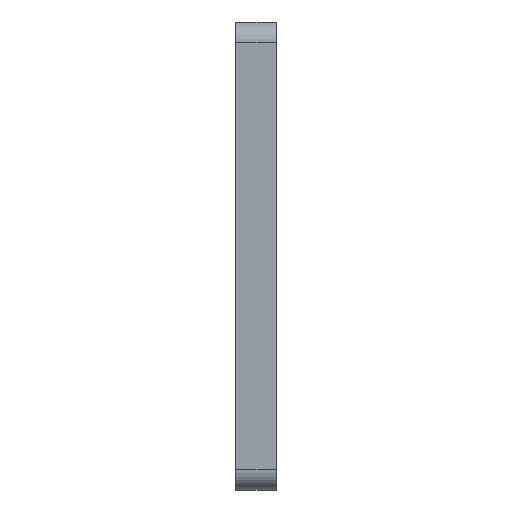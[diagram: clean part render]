
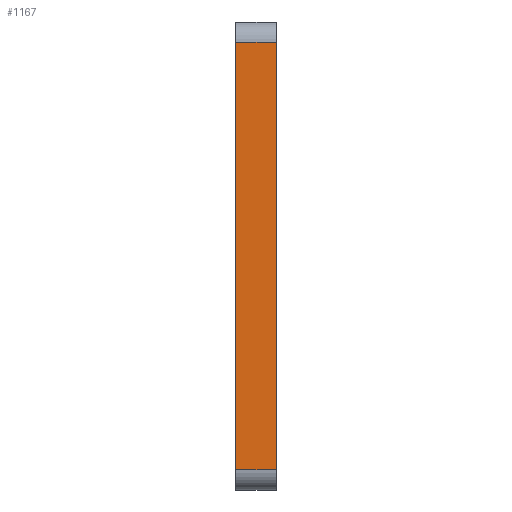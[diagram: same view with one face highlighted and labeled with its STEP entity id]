
A CAD part, left-side view. The second image highlights one B-rep face of the part: STEP entity #1167.
In plain terms, the highlighted planar face has unit normal (-1, 0, 0).
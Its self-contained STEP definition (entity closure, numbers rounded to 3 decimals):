
#114 = LINE ( 'NONE', #357, #766 ) ;
#151 = VERTEX_POINT ( 'NONE', #1117 ) ;
#153 = VECTOR ( 'NONE', #241, 1000. ) ;
#191 = DIRECTION ( 'NONE',  ( 0., 0., -1. ) ) ;
#198 = CARTESIAN_POINT ( 'NONE',  ( -18.8, 3., -47.7 ) ) ;
#223 = PLANE ( 'NONE',  #952 ) ;
#234 = CARTESIAN_POINT ( 'NONE',  ( -18.8, -3., 0. ) ) ;
#241 = DIRECTION ( 'NONE',  ( 0., 0., 1. ) ) ;
#264 = DIRECTION ( 'NONE',  ( 0., -1., 0. ) ) ;
#283 = CARTESIAN_POINT ( 'NONE',  ( -18.8, -3., -47.7 ) ) ;
#353 = DIRECTION ( 'NONE',  ( 0., -1., 0. ) ) ;
#357 = CARTESIAN_POINT ( 'NONE',  ( -18.8, -3., 16.3 ) ) ;
#450 = VERTEX_POINT ( 'NONE', #888 ) ;
#500 = VECTOR ( 'NONE', #264, 1000. ) ;
#766 = VECTOR ( 'NONE', #353, 1000. ) ;
#809 = LINE ( 'NONE', #198, #1427 ) ;
#848 = LINE ( 'NONE', #234, #153 ) ;
#852 = DIRECTION ( 'NONE',  ( 0., 0., 1. ) ) ;
#888 = CARTESIAN_POINT ( 'NONE',  ( -18.8, 3., 16.3 ) ) ;
#903 = DIRECTION ( 'NONE',  ( -1., 0., 0. ) ) ;
#908 = VERTEX_POINT ( 'NONE', #1038 ) ;
#914 = CARTESIAN_POINT ( 'NONE',  ( -18.8, -3., -47.7 ) ) ;
#952 = AXIS2_PLACEMENT_3D ( 'NONE', #914, #903, #852 ) ;
#962 = FACE_OUTER_BOUND ( 'NONE', #1039, .T. ) ;
#978 = ORIENTED_EDGE ( 'NONE', *, *, #1596, .T. ) ;
#1000 = ORIENTED_EDGE ( 'NONE', *, *, #1591, .T. ) ;
#1015 = ORIENTED_EDGE ( 'NONE', *, *, #1540, .F. ) ;
#1016 = ORIENTED_EDGE ( 'NONE', *, *, #1394, .T. ) ;
#1038 = CARTESIAN_POINT ( 'NONE',  ( -18.8, 3., -47.7 ) ) ;
#1039 = EDGE_LOOP ( 'NONE', ( #1016, #1000, #1015, #978 ) ) ;
#1093 = CARTESIAN_POINT ( 'NONE',  ( -18.8, -3., -47.7 ) ) ;
#1117 = CARTESIAN_POINT ( 'NONE',  ( -18.8, -3., 16.3 ) ) ;
#1142 = VERTEX_POINT ( 'NONE', #1093 ) ;
#1167 = ADVANCED_FACE ( 'NONE', ( #962 ), #223, .T. ) ;
#1394 = EDGE_CURVE ( 'NONE', #908, #1142, #1532, .T. ) ;
#1427 = VECTOR ( 'NONE', #191, 1000. ) ;
#1532 = LINE ( 'NONE', #283, #500 ) ;
#1540 = EDGE_CURVE ( 'NONE', #450, #151, #114, .T. ) ;
#1591 = EDGE_CURVE ( 'NONE', #1142, #151, #848, .T. ) ;
#1596 = EDGE_CURVE ( 'NONE', #450, #908, #809, .T. ) ;
